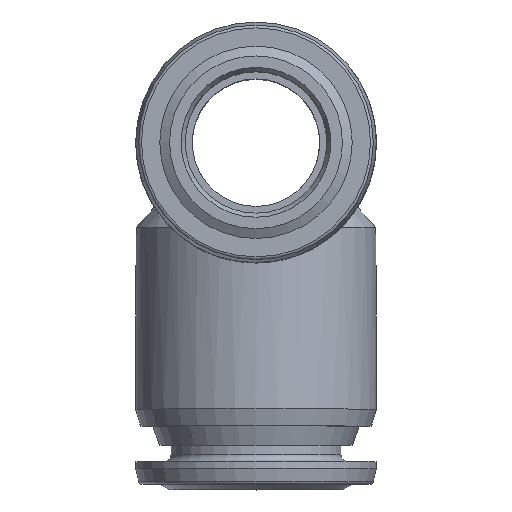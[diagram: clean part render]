
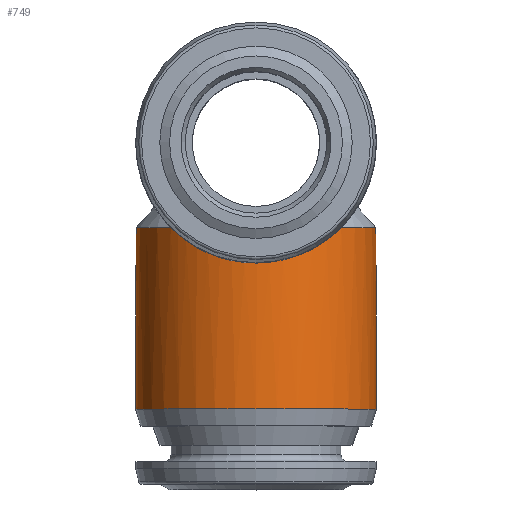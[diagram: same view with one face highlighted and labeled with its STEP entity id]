
A CAD part, top view. The second image highlights one B-rep face of the part: STEP entity #749.
In plain terms, the highlighted cylindrical face has radius 8.5 mm (diameter 17 mm), a full revolution.
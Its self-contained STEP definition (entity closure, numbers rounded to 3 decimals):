
#84=ELLIPSE('',#806,12.021,8.5);
#85=ELLIPSE('',#816,12.021,8.5);
#185=ORIENTED_EDGE('',*,*,#303,.F.);
#186=ORIENTED_EDGE('',*,*,#301,.T.);
#187=ORIENTED_EDGE('',*,*,#261,.T.);
#188=ORIENTED_EDGE('',*,*,#302,.T.);
#189=ORIENTED_EDGE('',*,*,#272,.T.);
#261=EDGE_CURVE('',#341,#340,#84,.T.);
#272=EDGE_CURVE('',#344,#343,#85,.F.);
#301=EDGE_CURVE('',#343,#341,#435,.T.);
#302=EDGE_CURVE('',#340,#344,#436,.T.);
#303=EDGE_CURVE('',#373,#373,#437,.T.);
#340=VERTEX_POINT('',#1237);
#341=VERTEX_POINT('',#1238);
#343=VERTEX_POINT('',#1257);
#344=VERTEX_POINT('',#1259);
#373=VERTEX_POINT('',#1359);
#435=CIRCLE('',#874,8.5);
#436=CIRCLE('',#876,8.5);
#437=CIRCLE('',#878,8.5);
#525=EDGE_LOOP('',(#185));
#526=EDGE_LOOP('',(#186,#187,#188,#189));
#643=FACE_BOUND('',#525,.T.);
#644=FACE_BOUND('',#526,.T.);
#705=CYLINDRICAL_SURFACE('',#877,8.5);
#749=ADVANCED_FACE('',(#643,#644),#705,.T.);
#806=AXIS2_PLACEMENT_3D('',#1239,#963,#964);
#816=AXIS2_PLACEMENT_3D('',#1270,#983,#984);
#874=AXIS2_PLACEMENT_3D('',#1354,#1099,#1100);
#876=AXIS2_PLACEMENT_3D('',#1356,#1103,#1104);
#877=AXIS2_PLACEMENT_3D('',#1357,#1105,#1106);
#878=AXIS2_PLACEMENT_3D('',#1358,#1107,#1108);
#963=DIRECTION('',(0.,-0.707,-0.707));
#964=DIRECTION('',(0.,0.707,-0.707));
#983=DIRECTION('',(0.,0.707,-0.707));
#984=DIRECTION('',(0.,-0.707,-0.707));
#1099=DIRECTION('',(0.,-1.,0.));
#1100=DIRECTION('',(0.,0.,-1.));
#1103=DIRECTION('',(0.,-1.,0.));
#1104=DIRECTION('',(0.,0.,-1.));
#1105=DIRECTION('',(0.,-1.,0.));
#1106=DIRECTION('',(0.,0.,-1.));
#1107=DIRECTION('',(0.,-1.,0.));
#1108=DIRECTION('',(0.,0.,-1.));
#1237=CARTESIAN_POINT('',(-6.021,18.5,6.));
#1238=CARTESIAN_POINT('',(6.021,18.5,6.));
#1239=CARTESIAN_POINT('',(0.,24.5,0.));
#1257=CARTESIAN_POINT('',(6.021,18.5,-6.));
#1259=CARTESIAN_POINT('',(-6.021,18.5,-6.));
#1270=CARTESIAN_POINT('',(0.,24.5,0.));
#1354=CARTESIAN_POINT('',(0.,18.5,0.));
#1356=CARTESIAN_POINT('',(0.,18.5,0.));
#1357=CARTESIAN_POINT('',(0.,0.,0.));
#1358=CARTESIAN_POINT('',(0.,5.7,0.));
#1359=CARTESIAN_POINT('',(0.,5.7,-8.5));
